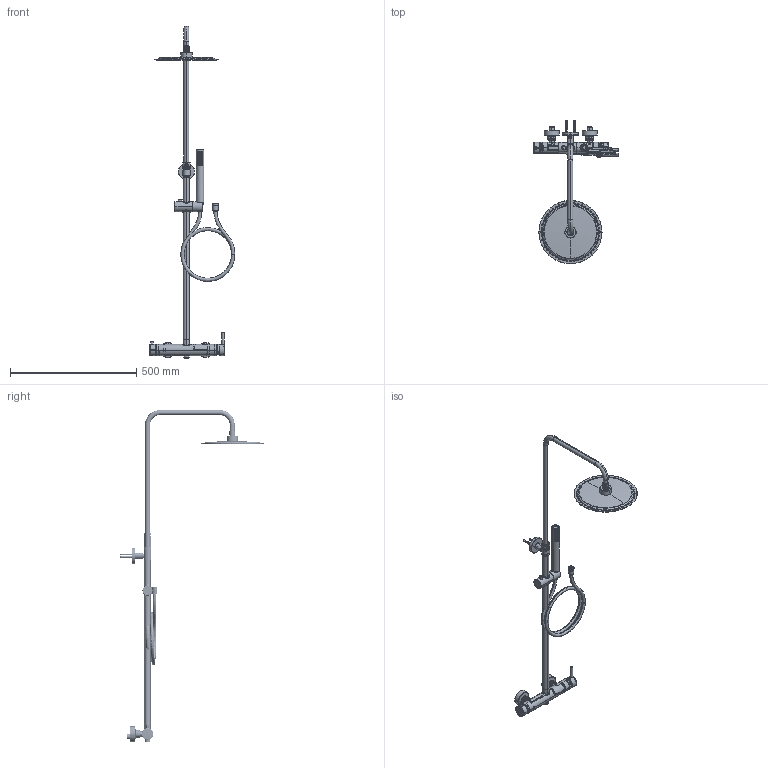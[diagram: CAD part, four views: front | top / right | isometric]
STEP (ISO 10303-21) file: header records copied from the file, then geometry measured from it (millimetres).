
FILE_DESCRIPTION((''),'2;1');
FILE_NAME('NP85-BCK7U_ASM','2024-07-04T',('Administrator'),(''),'PRO/ENGINEER BY PARAMETRIC TECHNOLOGY CORPORATION, 2010430','PRO/ENGINEER BY PARAMETRIC TECHNOLOGY CORPORATION, 2010430','');
FILE_SCHEMA(('CONFIG_CONTROL_DESIGN'));
Products named in the file (45): 2120162; 2710084; 2020133; 2050193; 2220041; 2610286; 2810078-1; 2810078-2; 2810078-9; 2810078-10; 2810078-8; 2010134; 2070072; 2070031; 2810078-4; 2810078-3; 2810078-5; 2810078-6; 2810078-7; 2810050-4; 2810078_ASM; 2710002; 2020004; 2020043; 2610026; 2240107; 2550021; 2510062; 2510042; 2050013; 2510104; 2540006; 2210033; 2070001; 2210001; 2810052; 2860146; 2860012-02; 2860156_ASM; 2550135 ...
Assembly tree (58 placements, depth 3):
  NP85-BCK7U_ASM
    2120162
    2710084
    2020133
    2050193
    2220041
    2610286
    2810078_ASM
      2810078-1
      2810078-2
      2810078-9
      2810078-10
      2810078-8
      2010134  x2
      2070072  x2
      2070031
      2810078-4
      2810078-3
      2810078-5
      2810078-6
      2810078-7
      2810050-4
    2710002
    2020004
    2020043
    2610026
    2240107
    2550021  x2
    2510062  x2
    2510042  x2
    2050013  x2
    2510104  x2
    2540006  x2
    2210033
    2070001  x4
    2210001
    2810052
    2860156_ASM
      2860146
      2860012-02  x2
    2550135  x2
    2550165  x2
    2550148
    2660056
    2750003
Bounding box: 337.7 x 568.06 x 1313.2 mm (x, y, z)
Volume: 1044716.5 mm3; surface area: 776215.1 mm2
Topology: 65 solids, 66 shells, 3652 faces, 8444 edges, 5292 vertices
Faces by surface type: cylinder 1349, plane 1258, bspline 483, torus 257, cone 249, sphere 54, revolution 2
Entity records: 125624 total; most frequent: CARTESIAN_POINT 50807, DIRECTION 15438, ORIENTED_EDGE 15226, EDGE_CURVE 7613, AXIS2_PLACEMENT_3D 6163, VERTEX_POINT 4809, EDGE_LOOP 3830, FACE_OUTER_BOUND 3304
